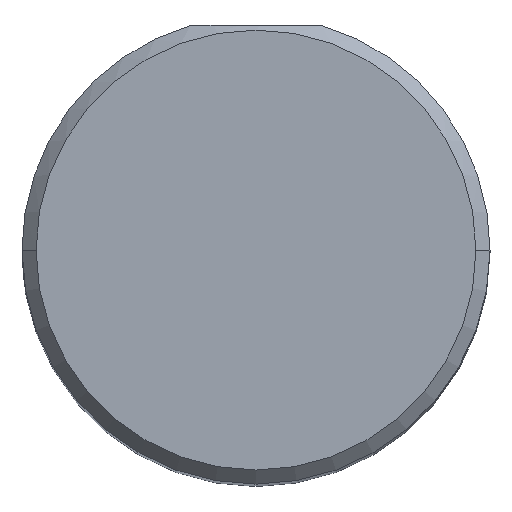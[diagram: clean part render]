
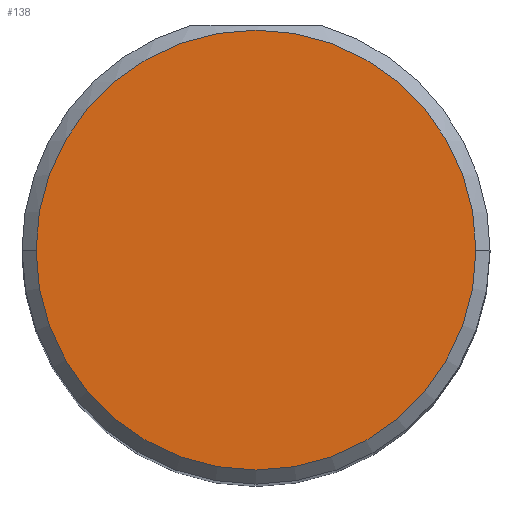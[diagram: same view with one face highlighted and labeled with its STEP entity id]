
A CAD part, top view. The second image highlights one B-rep face of the part: STEP entity #138.
In plain terms, the highlighted planar face has unit normal (0, 0, 1).
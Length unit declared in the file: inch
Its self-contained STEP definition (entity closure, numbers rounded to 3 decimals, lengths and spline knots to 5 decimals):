
#3 = EDGE_CURVE ( 'NONE', #541, #391, #172, .T. ) ;
#20 = DIRECTION ( 'NONE',  ( -1., 0., 0. ) ) ;
#52 = CARTESIAN_POINT ( 'NONE',  ( 1.235, 0., 3. ) ) ;
#65 = DIRECTION ( 'NONE',  ( 0., 0., -1. ) ) ;
#72 = FACE_OUTER_BOUND ( 'NONE', #171, .T. ) ;
#95 = ORIENTED_EDGE ( 'NONE', *, *, #382, .F. ) ;
#138 = ADVANCED_FACE ( 'NONE', ( #72 ), #512, .T. ) ;
#171 = EDGE_LOOP ( 'NONE', ( #388, #95 ) ) ;
#172 = CIRCLE ( 'NONE', #424, 0.235 ) ;
#173 = AXIS2_PLACEMENT_3D ( 'NONE', #347, #408, #20 ) ;
#192 = DIRECTION ( 'NONE',  ( -1., 0., 0. ) ) ;
#238 = DIRECTION ( 'NONE',  ( -1., 0., 0. ) ) ;
#249 = CARTESIAN_POINT ( 'NONE',  ( 1., 0., 3. ) ) ;
#269 = CIRCLE ( 'NONE', #173, 0.235 ) ;
#287 = AXIS2_PLACEMENT_3D ( 'NONE', #249, #331, #192 ) ;
#331 = DIRECTION ( 'NONE',  ( 0., 0., 1. ) ) ;
#347 = CARTESIAN_POINT ( 'NONE',  ( 1., 0., 3. ) ) ;
#382 = EDGE_CURVE ( 'NONE', #391, #541, #269, .T. ) ;
#388 = ORIENTED_EDGE ( 'NONE', *, *, #3, .F. ) ;
#391 = VERTEX_POINT ( 'NONE', #550 ) ;
#408 = DIRECTION ( 'NONE',  ( 0., 0., -1. ) ) ;
#424 = AXIS2_PLACEMENT_3D ( 'NONE', #455, #65, #238 ) ;
#455 = CARTESIAN_POINT ( 'NONE',  ( 1., 0., 3. ) ) ;
#512 = PLANE ( 'NONE',  #287 ) ;
#541 = VERTEX_POINT ( 'NONE', #52 ) ;
#550 = CARTESIAN_POINT ( 'NONE',  ( 0.765, 0., 3. ) ) ;
